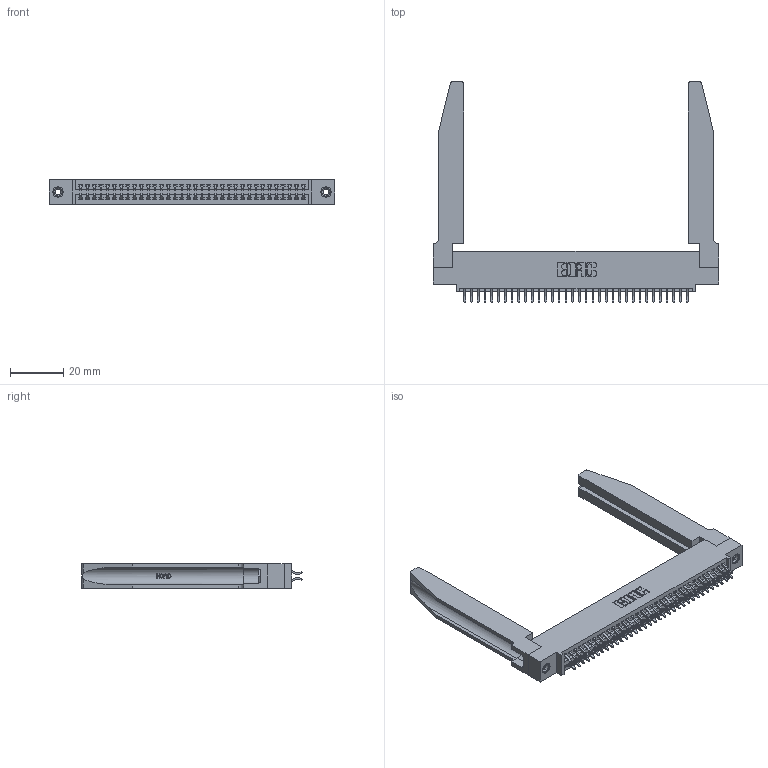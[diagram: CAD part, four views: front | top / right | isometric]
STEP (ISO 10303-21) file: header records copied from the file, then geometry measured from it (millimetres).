
FILE_DESCRIPTION (( 'STEP AP203' ), '1' );
FILE_NAME ('395-068-556-578.STEP', '2019-10-23T23:30:48', ( '' ), ( '' ), 'SwSTEP 2.0', 'SolidWorks 2016', '' );
FILE_SCHEMA (( 'CONFIG_CONTROL_DESIGN' ));
Length unit declared in the file: inch
Products named in the file (5): 345 Part_0.110 Offset - 0.156 Dia-TH; 345-292-001_556 Tail; 345-250-001_345-250-001-102; 345-220-078_345-220-078; 395-068-556-578
Assembly tree (73 placements, depth 2):
  395-068-556-578
    345 Part_0.110 Offset - 0.156 Dia-TH
    345-292-001_556 Tail  x68
    345-250-001_345-250-001-102  x2
    345-220-078_345-220-078  x2
Bounding box: 107.59 x 82.99 x 9.4 mm (x, y, z)
Volume: 18071.9 mm3; surface area: 21944.2 mm2
Topology: 73 solids, 73 shells, 4172 faces, 12317 edges, 8110 vertices
Faces by surface type: plane 2742, cylinder 1378, bspline 36, cone 12, torus 4
Entity records: 32846 total; most frequent: CARTESIAN_POINT 6447, ORIENTED_EDGE 5266, DIRECTION 4675, EDGE_CURVE 2633, LINE 2263, VECTOR 2263, VERTEX_POINT 1748, AXIS2_PLACEMENT_3D 1206
